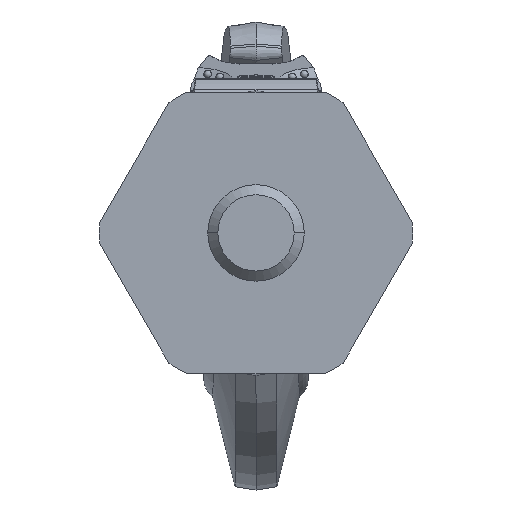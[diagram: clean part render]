
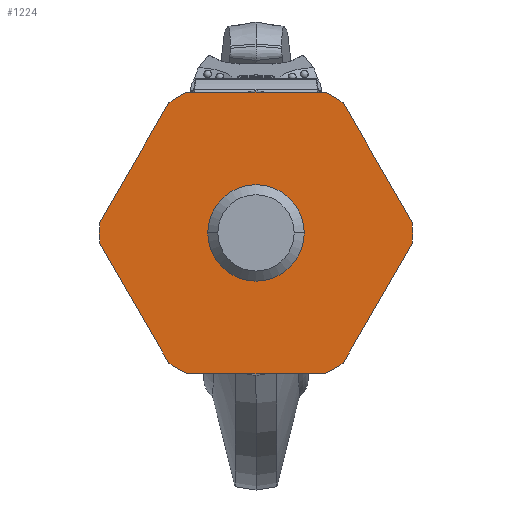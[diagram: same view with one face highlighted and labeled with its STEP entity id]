
A CAD part, front view. The second image highlights one B-rep face of the part: STEP entity #1224.
In plain terms, the highlighted planar face has unit normal (0, -1, 0).
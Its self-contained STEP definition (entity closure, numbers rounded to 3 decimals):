
#1=DIRECTION('',(0.5,0.,-0.866));
#2=VECTOR('',#1,34.409);
#3=CARTESIAN_POINT('',(-38.913,0.,-2.6));
#4=LINE('',#3,#2);
#5=DIRECTION('',(0.5,0.,0.866));
#6=VECTOR('',#5,34.409);
#7=CARTESIAN_POINT('',(-38.913,0.,2.6));
#8=LINE('',#7,#6);
#9=CARTESIAN_POINT('',(0.,0.,0.));
#10=DIRECTION('',(0.,1.,0.));
#11=DIRECTION('',(-0.557,0.,0.831));
#12=AXIS2_PLACEMENT_3D('',#9,#10,#11);
#14=DIRECTION('',(-1.,0.,0.));
#15=VECTOR('',#14,34.409);
#16=CARTESIAN_POINT('',(17.205,0.,35.));
#17=LINE('',#16,#15);
#18=CARTESIAN_POINT('',(0.,0.,0.));
#19=DIRECTION('',(0.,1.,0.));
#20=DIRECTION('',(0.441,0.,0.897));
#21=AXIS2_PLACEMENT_3D('',#18,#19,#20);
#23=DIRECTION('',(-0.5,0.,0.866));
#24=VECTOR('',#23,34.409);
#25=CARTESIAN_POINT('',(38.913,0.,2.6));
#26=LINE('',#25,#24);
#27=DIRECTION('',(-0.5,0.,-0.866));
#28=VECTOR('',#27,34.409);
#29=CARTESIAN_POINT('',(38.913,0.,-2.6));
#30=LINE('',#29,#28);
#31=CARTESIAN_POINT('',(0.,0.,0.));
#32=DIRECTION('',(0.,1.,0.));
#33=DIRECTION('',(0.557,0.,-0.831));
#34=AXIS2_PLACEMENT_3D('',#31,#32,#33);
#36=DIRECTION('',(1.,0.,0.));
#37=VECTOR('',#36,34.409);
#38=CARTESIAN_POINT('',(-17.205,0.,-35.));
#39=LINE('',#38,#37);
#40=CARTESIAN_POINT('',(0.,0.,0.));
#41=DIRECTION('',(0.,1.,0.));
#42=DIRECTION('',(-0.441,0.,-0.897));
#43=AXIS2_PLACEMENT_3D('',#40,#41,#42);
#45=CARTESIAN_POINT('',(0.,0.,0.));
#46=DIRECTION('',(0.,-1.,0.));
#47=DIRECTION('',(1.,0.,0.));
#48=AXIS2_PLACEMENT_3D('',#45,#46,#47);
#50=CARTESIAN_POINT('',(0.,0.,0.));
#51=DIRECTION('',(0.,-1.,0.));
#52=DIRECTION('',(-1.,0.,0.));
#53=AXIS2_PLACEMENT_3D('',#50,#51,#52);
#68=CARTESIAN_POINT('',(0.,0.,0.));
#69=DIRECTION('',(0.,-1.,0.));
#70=DIRECTION('',(-0.998,0.,0.067));
#71=AXIS2_PLACEMENT_3D('',#68,#69,#70);
#73=CARTESIAN_POINT('',(0.,0.,0.));
#74=DIRECTION('',(0.,-1.,0.));
#75=DIRECTION('',(0.998,0.,-0.067));
#76=AXIS2_PLACEMENT_3D('',#73,#74,#75);
#899=CARTESIAN_POINT('',(-38.913,0.,-2.6));
#900=CARTESIAN_POINT('',(-21.709,0.,-32.4));
#901=VERTEX_POINT('',#899);
#902=VERTEX_POINT('',#900);
#903=CARTESIAN_POINT('',(-17.205,0.,-35.));
#904=CARTESIAN_POINT('',(17.205,0.,-35.));
#905=VERTEX_POINT('',#903);
#906=VERTEX_POINT('',#904);
#907=CARTESIAN_POINT('',(38.913,0.,-2.6));
#908=CARTESIAN_POINT('',(21.709,0.,-32.4));
#909=VERTEX_POINT('',#907);
#910=VERTEX_POINT('',#908);
#911=CARTESIAN_POINT('',(38.913,0.,2.6));
#912=CARTESIAN_POINT('',(21.709,0.,32.4));
#913=VERTEX_POINT('',#911);
#914=VERTEX_POINT('',#912);
#915=CARTESIAN_POINT('',(17.205,0.,35.));
#916=CARTESIAN_POINT('',(-17.205,0.,35.));
#917=VERTEX_POINT('',#915);
#918=VERTEX_POINT('',#916);
#919=CARTESIAN_POINT('',(-38.913,0.,2.6));
#920=CARTESIAN_POINT('',(-21.709,0.,32.4));
#921=VERTEX_POINT('',#919);
#922=VERTEX_POINT('',#920);
#1015=CARTESIAN_POINT('',(9.8,0.,0.));
#1016=CARTESIAN_POINT('',(-9.8,0.,0.));
#1017=VERTEX_POINT('',#1015);
#1018=VERTEX_POINT('',#1016);
#1187=CARTESIAN_POINT('',(0.,0.,0.));
#1188=DIRECTION('',(0.,1.,0.));
#1189=DIRECTION('',(1.,0.,0.));
#1190=AXIS2_PLACEMENT_3D('',#1187,#1188,#1189);
#1191=PLANE('',#1190);
#1193=ORIENTED_EDGE('',*,*,#1192,.F.);
#1195=ORIENTED_EDGE('',*,*,#1194,.F.);
#1197=ORIENTED_EDGE('',*,*,#1196,.T.);
#1199=ORIENTED_EDGE('',*,*,#1198,.T.);
#1201=ORIENTED_EDGE('',*,*,#1200,.F.);
#1203=ORIENTED_EDGE('',*,*,#1202,.T.);
#1205=ORIENTED_EDGE('',*,*,#1204,.F.);
#1207=ORIENTED_EDGE('',*,*,#1206,.F.);
#1209=ORIENTED_EDGE('',*,*,#1208,.T.);
#1211=ORIENTED_EDGE('',*,*,#1210,.T.);
#1213=ORIENTED_EDGE('',*,*,#1212,.F.);
#1215=ORIENTED_EDGE('',*,*,#1214,.T.);
#1216=EDGE_LOOP('',(#1193,#1195,#1197,#1199,#1201,#1203,#1205,#1207,#1209,#1211,
#1213,#1215));
#1217=FACE_OUTER_BOUND('',#1216,.F.);
#1219=ORIENTED_EDGE('',*,*,#1218,.T.);
#1221=ORIENTED_EDGE('',*,*,#1220,.T.);
#1222=EDGE_LOOP('',(#1219,#1221));
#1223=FACE_BOUND('',#1222,.F.);
#1224=ADVANCED_FACE('',(#1217,#1223),#1191,.F.);
#13=CIRCLE('',#12,39.);
#22=CIRCLE('',#21,39.);
#35=CIRCLE('',#34,39.);
#44=CIRCLE('',#43,39.);
#49=CIRCLE('',#48,9.8);
#54=CIRCLE('',#53,9.8);
#72=CIRCLE('',#71,39.);
#77=CIRCLE('',#76,39.);
#1192=EDGE_CURVE('',#901,#902,#4,.T.);
#1194=EDGE_CURVE('',#921,#901,#72,.T.);
#1196=EDGE_CURVE('',#921,#922,#8,.T.);
#1198=EDGE_CURVE('',#922,#918,#13,.T.);
#1200=EDGE_CURVE('',#917,#918,#17,.T.);
#1202=EDGE_CURVE('',#917,#914,#22,.T.);
#1204=EDGE_CURVE('',#913,#914,#26,.T.);
#1206=EDGE_CURVE('',#909,#913,#77,.T.);
#1208=EDGE_CURVE('',#909,#910,#30,.T.);
#1210=EDGE_CURVE('',#910,#906,#35,.T.);
#1212=EDGE_CURVE('',#905,#906,#39,.T.);
#1214=EDGE_CURVE('',#905,#902,#44,.T.);
#1218=EDGE_CURVE('',#1017,#1018,#49,.T.);
#1220=EDGE_CURVE('',#1018,#1017,#54,.T.);
